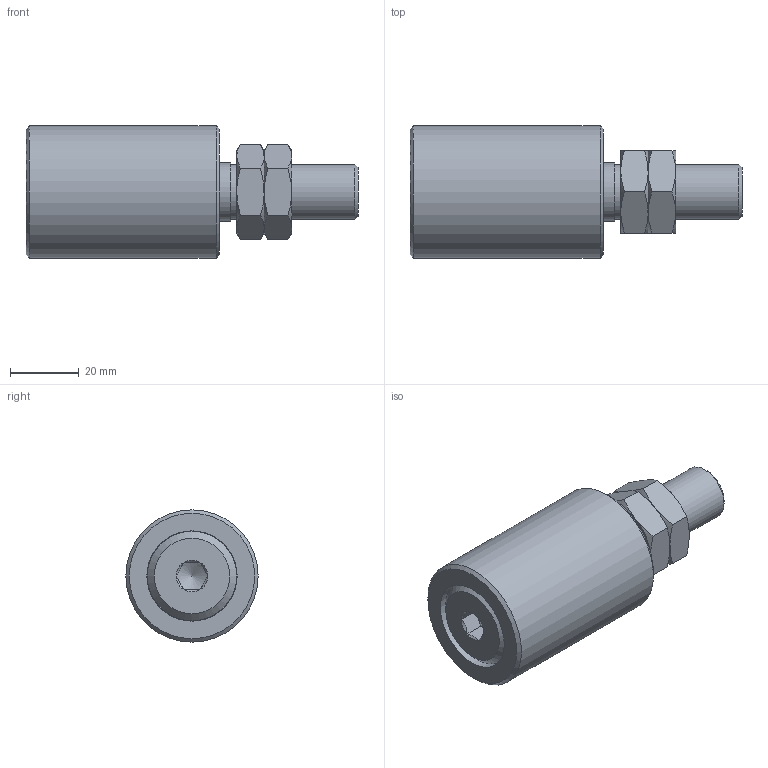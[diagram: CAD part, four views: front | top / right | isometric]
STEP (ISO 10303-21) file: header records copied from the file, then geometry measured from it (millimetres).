
FILE_DESCRIPTION(/* description */ ('230-40 - OLIVA'),/* implementation_level */ '2;1');
FILE_NAME(/* name */ '11301015 001.stp',/* time_stamp */ '2023-03-24T16:54:23+01:00',/* author */ ('gcocco'),/* organization */ (''),/* preprocessor_version */ 'ST-DEVELOPER v17.2',/* originating_system */ 'Autodesk Inventor 2019',/* authorisation */ '');
FILE_SCHEMA (('AUTOMOTIVE_DESIGN { 1 0 10303 214 3 1 1 }'));
Length unit declared in the file: millimetre
Products named in the file (4): 11301015  001; 21510001; 23001405; 71200512 001
Assembly tree (4 placements, depth 2):
  11301015  001
    21510001
    23001405
    71200512 001  x2
Bounding box: 96.6 x 38.5 x 38.5 mm (x, y, z)
Volume: 76603.6 mm3; surface area: 21859.1 mm2
Topology: 4 solids, 4 shells, 112 faces, 312 edges, 215 vertices
Faces by surface type: plane 53, cone 36, cylinder 15, torus 8
Full cylindrical faces by diameter (mm): 13.835 x6, 16 x1, 17 x1, 26 x1, 26.3 x1, 38.5 x1
Entity records: 2833 total; most frequent: CARTESIAN_POINT 522, DIRECTION 480, ORIENTED_EDGE 448, EDGE_CURVE 224, AXIS2_PLACEMENT_3D 189, VERTEX_POINT 153, LINE 102, VECTOR 102
